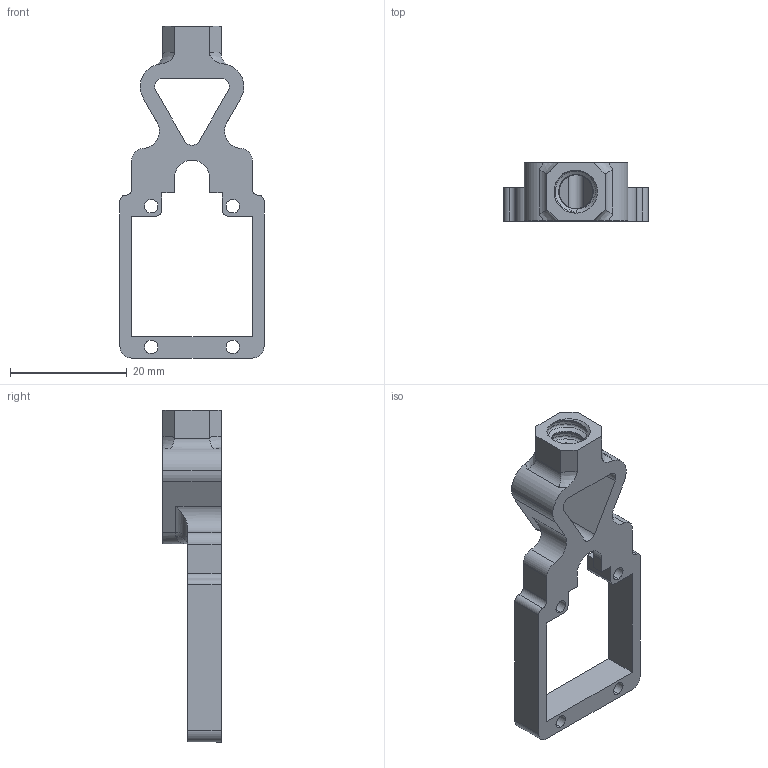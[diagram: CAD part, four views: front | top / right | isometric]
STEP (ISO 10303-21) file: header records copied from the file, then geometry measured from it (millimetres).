
FILE_DESCRIPTION (( 'STEP AP214' ), '1' );
FILE_NAME ('LED_holder_rectangle_0.8.STEP', '2019-10-03T16:06:26', ( '' ), ( '' ), '', '', '' );
FILE_SCHEMA (( 'AUTOMOTIVE_DESIGN' ));
Length unit declared in the file: millimetre
Products named in the file (1): LED_holder_rectangle_0.8
Bounding box: 24.72 x 10 x 56.96 mm (x, y, z)
Volume: 3130.8 mm3; surface area: 3546.9 mm2
Topology: 1 solids, 1 shells, 97 faces, 297 edges, 201 vertices
Faces by surface type: cylinder 41, plane 39, bspline 10, cone 5, torus 2
Entity records: 9670 total; most frequent: CARTESIAN_POINT 7058, ORIENTED_EDGE 594, DIRECTION 472, EDGE_CURVE 297, VERTEX_POINT 201, AXIS2_PLACEMENT_3D 161, LINE 150, VECTOR 150
